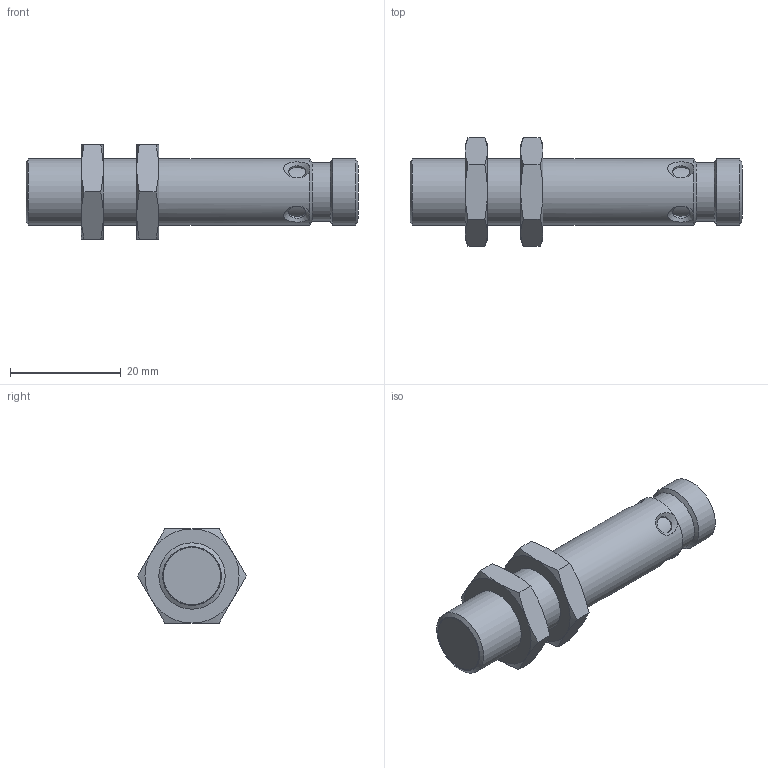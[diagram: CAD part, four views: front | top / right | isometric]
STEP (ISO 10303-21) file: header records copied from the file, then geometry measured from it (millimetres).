
FILE_DESCRIPTION (( 'STEP AP214' ), '1' );
FILE_NAME ('DW-AS-623-M12.STEP', '2020-10-01T16:12:01', ( '' ), ( '' ), 'SwSTEP 2.0', 'SolidWorks 2019', '' );
FILE_SCHEMA (( 'AUTOMOTIVE_DESIGN' ));
Length unit declared in the file: inch
Products named in the file (1): DW-AS-623-M12
Bounding box: 60 x 19.63 x 17 mm (x, y, z)
Volume: 7266 mm3; surface area: 3508.1 mm2
Topology: 1 solids, 1 shells, 83 faces, 198 edges, 119 vertices
Faces by surface type: cone 33, plane 23, cylinder 22, bspline 5
Full cylindrical faces by diameter (mm): 1 x4, 3.1 x4, 8.5 x1, 10.3 x1, 10.531 x1, 10.55 x1, 12 x4
Entity records: 2693 total; most frequent: CARTESIAN_POINT 1085, DIRECTION 310, ORIENTED_EDGE 294, EDGE_CURVE 147, AXIS2_PLACEMENT_3D 145, EDGE_LOOP 119, VERTEX_POINT 102, FACE_OUTER_BOUND 99
